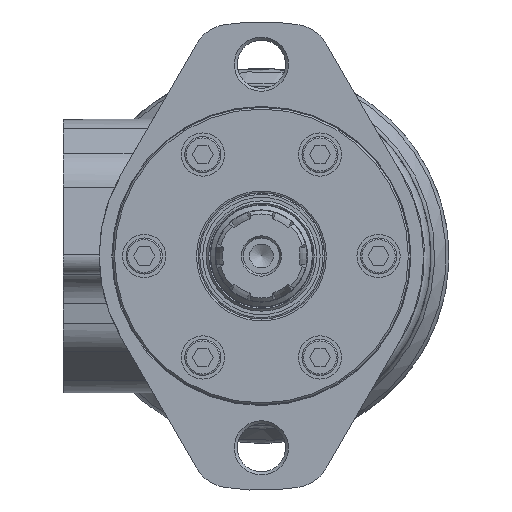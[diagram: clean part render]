
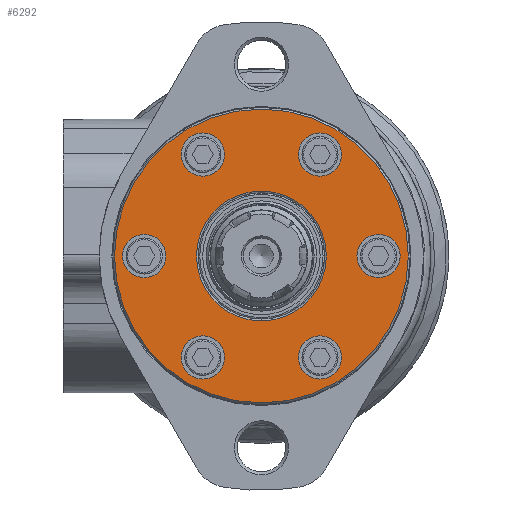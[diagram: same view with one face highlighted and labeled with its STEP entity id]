
A CAD part, left-side view. The second image highlights one B-rep face of the part: STEP entity #6292.
In plain terms, the highlighted planar face has unit normal (-1, 0, 0).
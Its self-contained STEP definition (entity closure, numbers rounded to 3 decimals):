
#604=CIRCLE('',#6928,40.75);
#605=CIRCLE('',#6929,6.);
#606=CIRCLE('',#6930,6.);
#607=CIRCLE('',#6931,6.);
#608=CIRCLE('',#6932,6.);
#609=CIRCLE('',#6933,6.);
#610=CIRCLE('',#6934,6.);
#611=CIRCLE('',#6935,18.);
#1523=ORIENTED_EDGE('',*,*,#2908,.F.);
#1524=ORIENTED_EDGE('',*,*,#2909,.F.);
#1525=ORIENTED_EDGE('',*,*,#2910,.T.);
#1526=ORIENTED_EDGE('',*,*,#2911,.T.);
#1527=ORIENTED_EDGE('',*,*,#2912,.T.);
#1528=ORIENTED_EDGE('',*,*,#2913,.T.);
#1529=ORIENTED_EDGE('',*,*,#2914,.T.);
#1530=ORIENTED_EDGE('',*,*,#2915,.T.);
#2908=EDGE_CURVE('',#3649,#3649,#604,.T.);
#2909=EDGE_CURVE('',#3650,#3650,#605,.F.);
#2910=EDGE_CURVE('',#3651,#3651,#606,.T.);
#2911=EDGE_CURVE('',#3652,#3652,#607,.T.);
#2912=EDGE_CURVE('',#3653,#3653,#608,.T.);
#2913=EDGE_CURVE('',#3654,#3654,#609,.T.);
#2914=EDGE_CURVE('',#3655,#3655,#610,.T.);
#2915=EDGE_CURVE('',#3656,#3656,#611,.T.);
#3649=VERTEX_POINT('',#10397);
#3650=VERTEX_POINT('',#10399);
#3651=VERTEX_POINT('',#10401);
#3652=VERTEX_POINT('',#10403);
#3653=VERTEX_POINT('',#10405);
#3654=VERTEX_POINT('',#10407);
#3655=VERTEX_POINT('',#10409);
#3656=VERTEX_POINT('',#10411);
#4973=EDGE_LOOP('',(#1523));
#4974=EDGE_LOOP('',(#1524));
#4975=EDGE_LOOP('',(#1525));
#4976=EDGE_LOOP('',(#1526));
#4977=EDGE_LOOP('',(#1527));
#4978=EDGE_LOOP('',(#1528));
#4979=EDGE_LOOP('',(#1529));
#4980=EDGE_LOOP('',(#1530));
#5548=FACE_BOUND('',#4973,.T.);
#5549=FACE_BOUND('',#4974,.T.);
#5550=FACE_BOUND('',#4975,.T.);
#5551=FACE_BOUND('',#4976,.T.);
#5552=FACE_BOUND('',#4977,.T.);
#5553=FACE_BOUND('',#4978,.T.);
#5554=FACE_BOUND('',#4979,.T.);
#5555=FACE_BOUND('',#4980,.T.);
#6001=PLANE('',#6927);
#6292=ADVANCED_FACE('',(#5548,#5549,#5550,#5551,#5552,#5553,#5554,#5555),
#6001,.F.);
#6927=AXIS2_PLACEMENT_3D('',#10395,#8191,#8192);
#6928=AXIS2_PLACEMENT_3D('',#10396,#8193,#8194);
#6929=AXIS2_PLACEMENT_3D('',#10398,#8195,#8196);
#6930=AXIS2_PLACEMENT_3D('',#10400,#8197,#8198);
#6931=AXIS2_PLACEMENT_3D('',#10402,#8199,#8200);
#6932=AXIS2_PLACEMENT_3D('',#10404,#8201,#8202);
#6933=AXIS2_PLACEMENT_3D('',#10406,#8203,#8204);
#6934=AXIS2_PLACEMENT_3D('',#10408,#8205,#8206);
#6935=AXIS2_PLACEMENT_3D('',#10410,#8207,#8208);
#8191=DIRECTION('',(1.,0.,0.));
#8192=DIRECTION('',(0.,0.,-1.));
#8193=DIRECTION('',(1.,0.,0.));
#8194=DIRECTION('',(0.,0.,-1.));
#8195=DIRECTION('',(1.,0.,0.));
#8196=DIRECTION('',(0.,0.,-1.));
#8197=DIRECTION('',(1.,0.,0.));
#8198=DIRECTION('',(0.,0.,-1.));
#8199=DIRECTION('',(1.,0.,0.));
#8200=DIRECTION('',(0.,0.,-1.));
#8201=DIRECTION('',(1.,0.,0.));
#8202=DIRECTION('',(0.,0.,-1.));
#8203=DIRECTION('',(1.,0.,0.));
#8204=DIRECTION('',(0.,0.,-1.));
#8205=DIRECTION('',(1.,0.,0.));
#8206=DIRECTION('',(0.,0.,-1.));
#8207=DIRECTION('',(1.,0.,0.));
#8208=DIRECTION('',(0.,0.,-1.));
#10395=CARTESIAN_POINT('',(0.,0.,0.));
#10396=CARTESIAN_POINT('',(0.,0.,0.));
#10397=CARTESIAN_POINT('',(0.,0.,-40.75));
#10398=CARTESIAN_POINT('',(0.,32.5,0.));
#10399=CARTESIAN_POINT('',(0.,32.5,-6.));
#10400=CARTESIAN_POINT('',(0.,16.25,-28.146));
#10401=CARTESIAN_POINT('',(0.,16.25,-34.146));
#10402=CARTESIAN_POINT('',(0.,-16.25,-28.146));
#10403=CARTESIAN_POINT('',(0.,-16.25,-34.146));
#10404=CARTESIAN_POINT('',(0.,-32.5,0.));
#10405=CARTESIAN_POINT('',(0.,-32.5,-6.));
#10406=CARTESIAN_POINT('',(0.,-16.25,28.146));
#10407=CARTESIAN_POINT('',(0.,-16.25,22.146));
#10408=CARTESIAN_POINT('',(0.,16.25,28.146));
#10409=CARTESIAN_POINT('',(0.,16.25,22.146));
#10410=CARTESIAN_POINT('',(0.,0.,0.));
#10411=CARTESIAN_POINT('',(0.,0.,-18.));
